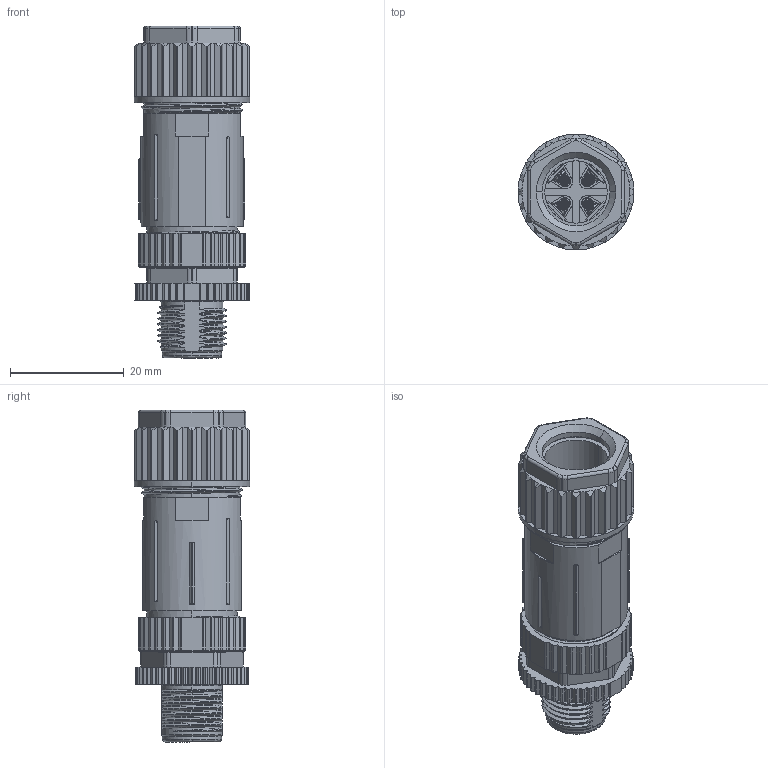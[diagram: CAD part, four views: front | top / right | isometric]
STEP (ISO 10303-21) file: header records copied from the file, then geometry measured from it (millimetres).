
FILE_DESCRIPTION (( 'STEP AP214' ), '1' );
FILE_NAME ('M12FT4TM_3D.step', '2024-11-11T16:31:31', ( '' ), ( '' ), 'SwSTEP 2.0', 'SolidWorks 2022', '' );
FILE_SCHEMA (( 'AUTOMOTIVE_DESIGN' ));
Length unit declared in the file: inch
Products named in the file (3): M12T-04BMMB-SL70021; M12T-04BMMB-SL70022; M12FT4TM_3D
Assembly tree (2 placements, depth 2):
  M12FT4TM_3D
    M12T-04BMMB-SL70021
    M12T-04BMMB-SL70022
Bounding box: 20.4 x 20.4 x 58.5 mm (x, y, z)
Volume: 5597.9 mm3; surface area: 13067.9 mm2
Topology: 1 solids, 2 shells, 2323 faces, 6637 edges, 4293 vertices
Faces by surface type: plane 960, cylinder 751, bspline 409, cone 203
Entity records: 149774 total; most frequent: CARTESIAN_POINT 70706, ORIENTED_EDGE 13066, DIRECTION 10158, EDGE_CURVE 6617, VERTEX_POINT 4293, AXIS2_PLACEMENT_3D 3425, VECTOR 3308, LINE 3308
